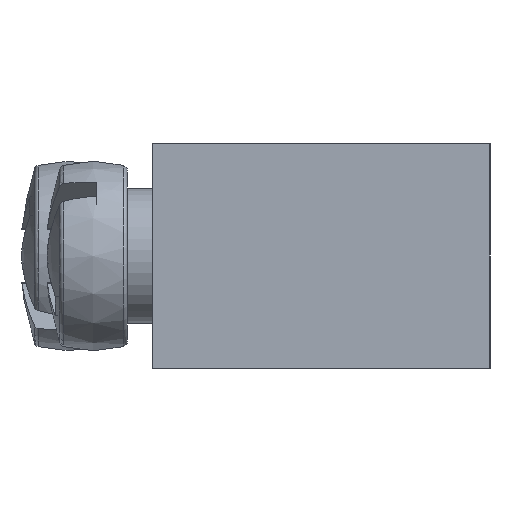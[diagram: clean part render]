
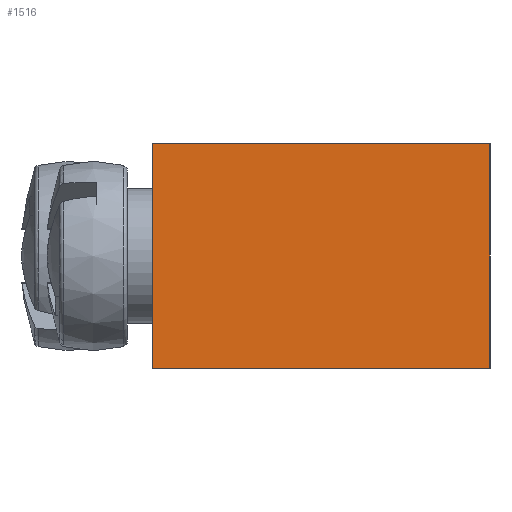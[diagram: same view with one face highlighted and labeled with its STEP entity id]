
A CAD part, left-side view. The second image highlights one B-rep face of the part: STEP entity #1516.
In plain terms, the highlighted planar face has unit normal (-1, 0, 0).
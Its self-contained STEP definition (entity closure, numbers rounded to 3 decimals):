
#87=LINE('',#2410,#121);
#89=LINE('',#2445,#123);
#94=LINE('',#2917,#128);
#95=LINE('',#2919,#129);
#121=VECTOR('',#1790,12.);
#123=VECTOR('',#1824,12.);
#128=VECTOR('',#2031,8.);
#129=VECTOR('',#2034,8.);
#156=PLANE('',#1679);
#487=FACE_OUTER_BOUND('',#675,.T.);
#675=EDGE_LOOP('',(#1213,#1214,#1215,#1216));
#756=VERTEX_POINT('',#2403);
#759=VERTEX_POINT('',#2408);
#775=VERTEX_POINT('',#2442);
#776=VERTEX_POINT('',#2444);
#896=EDGE_CURVE('',#759,#756,#87,.T.);
#912=EDGE_CURVE('',#775,#776,#89,.T.);
#976=EDGE_CURVE('',#776,#759,#94,.T.);
#977=EDGE_CURVE('',#756,#775,#95,.T.);
#1213=ORIENTED_EDGE('',*,*,#976,.F.);
#1214=ORIENTED_EDGE('',*,*,#912,.F.);
#1215=ORIENTED_EDGE('',*,*,#977,.F.);
#1216=ORIENTED_EDGE('',*,*,#896,.F.);
#1516=ADVANCED_FACE('',(#487),#156,.T.);
#1679=AXIS2_PLACEMENT_3D('',#2918,#2032,#2033);
#1790=DIRECTION('',(0.,1.,0.));
#1824=DIRECTION('',(0.,-1.,0.));
#2031=DIRECTION('',(0.,0.,-1.));
#2032=DIRECTION('center_axis',(-1.,0.,0.));
#2033=DIRECTION('ref_axis',(0.,-1.,0.));
#2034=DIRECTION('',(0.,0.,1.));
#2403=CARTESIAN_POINT('',(-58.5,6.,-4.));
#2408=CARTESIAN_POINT('',(-58.5,-6.,-4.));
#2410=CARTESIAN_POINT('',(-58.5,-6.,-4.));
#2442=CARTESIAN_POINT('',(-58.5,6.,4.));
#2444=CARTESIAN_POINT('',(-58.5,-6.,4.));
#2445=CARTESIAN_POINT('',(-58.5,-6.,4.));
#2917=CARTESIAN_POINT('',(-58.5,-6.,0.));
#2918=CARTESIAN_POINT('Origin',(-58.5,6.,0.));
#2919=CARTESIAN_POINT('',(-58.5,6.,0.));
